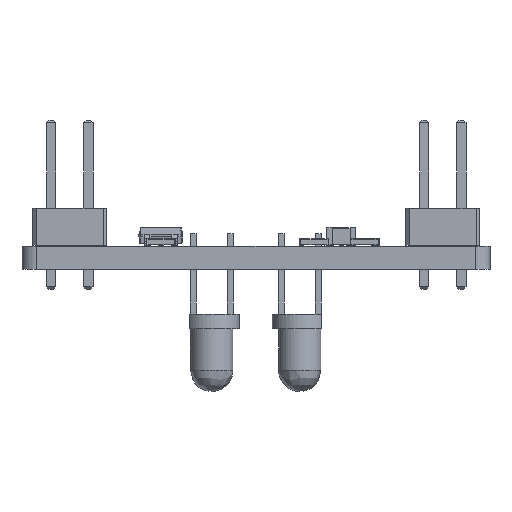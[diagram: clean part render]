
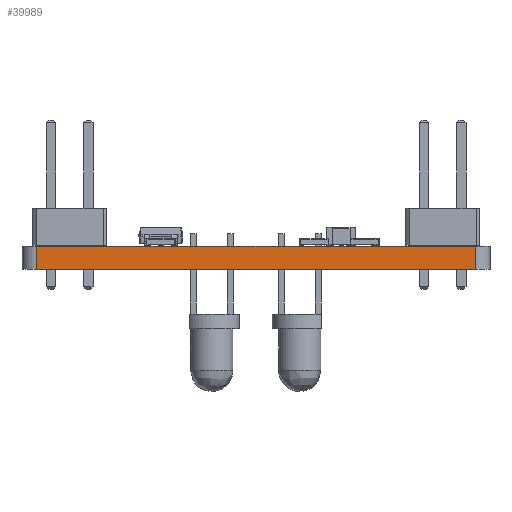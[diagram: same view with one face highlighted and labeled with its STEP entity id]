
A CAD part, front view. The second image highlights one B-rep face of the part: STEP entity #39989.
In plain terms, the highlighted planar face has unit normal (0, -1, 0).
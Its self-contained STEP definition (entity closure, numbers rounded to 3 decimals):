
#39871 = EDGE_CURVE('',#39872,#39874,#39876,.T.);
#39872 = VERTEX_POINT('',#39873);
#39873 = CARTESIAN_POINT('',(15.,-16.,0.));
#39874 = VERTEX_POINT('',#39875);
#39875 = CARTESIAN_POINT('',(15.,-16.,1.6));
#39876 = SURFACE_CURVE('',#39877,(#39881,#39893),.PCURVE_S1.);
#39877 = LINE('',#39878,#39879);
#39878 = CARTESIAN_POINT('',(15.,-16.,0.));
#39879 = VECTOR('',#39880,1.);
#39880 = DIRECTION('',(0.,0.,1.));
#39881 = PCURVE('',#39882,#39887);
#39882 = CYLINDRICAL_SURFACE('',#39883,1.);
#39883 = AXIS2_PLACEMENT_3D('',#39884,#39885,#39886);
#39884 = CARTESIAN_POINT('',(15.,-15.,0.));
#39885 = DIRECTION('',(-0.,-0.,-1.));
#39886 = DIRECTION('',(1.,0.,-0.));
#39887 = DEFINITIONAL_REPRESENTATION('',(#39888),#39892);
#39888 = LINE('',#39889,#39890);
#39889 = CARTESIAN_POINT('',(-4.712,0.));
#39890 = VECTOR('',#39891,1.);
#39891 = DIRECTION('',(-0.,-1.));
#39892 = ( GEOMETRIC_REPRESENTATION_CONTEXT(2) 
PARAMETRIC_REPRESENTATION_CONTEXT() REPRESENTATION_CONTEXT('2D SPACE',''
  ) );
#39893 = PCURVE('',#39894,#39899);
#39894 = PLANE('',#39895);
#39895 = AXIS2_PLACEMENT_3D('',#39896,#39897,#39898);
#39896 = CARTESIAN_POINT('',(15.,-16.,0.));
#39897 = DIRECTION('',(0.,-1.,0.));
#39898 = DIRECTION('',(-1.,0.,0.));
#39899 = DEFINITIONAL_REPRESENTATION('',(#39900),#39904);
#39900 = LINE('',#39901,#39902);
#39901 = CARTESIAN_POINT('',(0.,-0.));
#39902 = VECTOR('',#39903,1.);
#39903 = DIRECTION('',(0.,-1.));
#39904 = ( GEOMETRIC_REPRESENTATION_CONTEXT(2) 
PARAMETRIC_REPRESENTATION_CONTEXT() REPRESENTATION_CONTEXT('2D SPACE',''
  ) );
#39923 = PLANE('',#39924);
#39924 = AXIS2_PLACEMENT_3D('',#39925,#39926,#39927);
#39925 = CARTESIAN_POINT('',(0.,0.,1.6));
#39926 = DIRECTION('',(0.,0.,1.));
#39927 = DIRECTION('',(1.,0.,-0.));
#39978 = PLANE('',#39979);
#39979 = AXIS2_PLACEMENT_3D('',#39980,#39981,#39982);
#39980 = CARTESIAN_POINT('',(0.,0.,0.));
#39981 = DIRECTION('',(0.,0.,1.));
#39982 = DIRECTION('',(1.,0.,-0.));
#39989 = ADVANCED_FACE('',(#39990),#39894,.T.);
#39990 = FACE_BOUND('',#39991,.T.);
#39991 = EDGE_LOOP('',(#39992,#39993,#40016,#40044));
#39992 = ORIENTED_EDGE('',*,*,#39871,.T.);
#39993 = ORIENTED_EDGE('',*,*,#39994,.T.);
#39994 = EDGE_CURVE('',#39874,#39995,#39997,.T.);
#39995 = VERTEX_POINT('',#39996);
#39996 = CARTESIAN_POINT('',(-15.,-16.,1.6));
#39997 = SURFACE_CURVE('',#39998,(#40002,#40009),.PCURVE_S1.);
#39998 = LINE('',#39999,#40000);
#39999 = CARTESIAN_POINT('',(15.,-16.,1.6));
#40000 = VECTOR('',#40001,1.);
#40001 = DIRECTION('',(-1.,0.,0.));
#40002 = PCURVE('',#39894,#40003);
#40003 = DEFINITIONAL_REPRESENTATION('',(#40004),#40008);
#40004 = LINE('',#40005,#40006);
#40005 = CARTESIAN_POINT('',(0.,-1.6));
#40006 = VECTOR('',#40007,1.);
#40007 = DIRECTION('',(1.,0.));
#40008 = ( GEOMETRIC_REPRESENTATION_CONTEXT(2) 
PARAMETRIC_REPRESENTATION_CONTEXT() REPRESENTATION_CONTEXT('2D SPACE',''
  ) );
#40009 = PCURVE('',#39923,#40010);
#40010 = DEFINITIONAL_REPRESENTATION('',(#40011),#40015);
#40011 = LINE('',#40012,#40013);
#40012 = CARTESIAN_POINT('',(15.,-16.));
#40013 = VECTOR('',#40014,1.);
#40014 = DIRECTION('',(-1.,0.));
#40015 = ( GEOMETRIC_REPRESENTATION_CONTEXT(2) 
PARAMETRIC_REPRESENTATION_CONTEXT() REPRESENTATION_CONTEXT('2D SPACE',''
  ) );
#40016 = ORIENTED_EDGE('',*,*,#40017,.F.);
#40017 = EDGE_CURVE('',#40018,#39995,#40020,.T.);
#40018 = VERTEX_POINT('',#40019);
#40019 = CARTESIAN_POINT('',(-15.,-16.,0.));
#40020 = SURFACE_CURVE('',#40021,(#40025,#40032),.PCURVE_S1.);
#40021 = LINE('',#40022,#40023);
#40022 = CARTESIAN_POINT('',(-15.,-16.,0.));
#40023 = VECTOR('',#40024,1.);
#40024 = DIRECTION('',(0.,0.,1.));
#40025 = PCURVE('',#39894,#40026);
#40026 = DEFINITIONAL_REPRESENTATION('',(#40027),#40031);
#40027 = LINE('',#40028,#40029);
#40028 = CARTESIAN_POINT('',(30.,0.));
#40029 = VECTOR('',#40030,1.);
#40030 = DIRECTION('',(0.,-1.));
#40031 = ( GEOMETRIC_REPRESENTATION_CONTEXT(2) 
PARAMETRIC_REPRESENTATION_CONTEXT() REPRESENTATION_CONTEXT('2D SPACE',''
  ) );
#40032 = PCURVE('',#40033,#40038);
#40033 = CYLINDRICAL_SURFACE('',#40034,1.);
#40034 = AXIS2_PLACEMENT_3D('',#40035,#40036,#40037);
#40035 = CARTESIAN_POINT('',(-15.,-15.,0.));
#40036 = DIRECTION('',(-0.,-0.,-1.));
#40037 = DIRECTION('',(1.,0.,-0.));
#40038 = DEFINITIONAL_REPRESENTATION('',(#40039),#40043);
#40039 = LINE('',#40040,#40041);
#40040 = CARTESIAN_POINT('',(-4.712,0.));
#40041 = VECTOR('',#40042,1.);
#40042 = DIRECTION('',(-0.,-1.));
#40043 = ( GEOMETRIC_REPRESENTATION_CONTEXT(2) 
PARAMETRIC_REPRESENTATION_CONTEXT() REPRESENTATION_CONTEXT('2D SPACE',''
  ) );
#40044 = ORIENTED_EDGE('',*,*,#40045,.F.);
#40045 = EDGE_CURVE('',#39872,#40018,#40046,.T.);
#40046 = SURFACE_CURVE('',#40047,(#40051,#40058),.PCURVE_S1.);
#40047 = LINE('',#40048,#40049);
#40048 = CARTESIAN_POINT('',(15.,-16.,0.));
#40049 = VECTOR('',#40050,1.);
#40050 = DIRECTION('',(-1.,0.,0.));
#40051 = PCURVE('',#39894,#40052);
#40052 = DEFINITIONAL_REPRESENTATION('',(#40053),#40057);
#40053 = LINE('',#40054,#40055);
#40054 = CARTESIAN_POINT('',(0.,-0.));
#40055 = VECTOR('',#40056,1.);
#40056 = DIRECTION('',(1.,0.));
#40057 = ( GEOMETRIC_REPRESENTATION_CONTEXT(2) 
PARAMETRIC_REPRESENTATION_CONTEXT() REPRESENTATION_CONTEXT('2D SPACE',''
  ) );
#40058 = PCURVE('',#39978,#40059);
#40059 = DEFINITIONAL_REPRESENTATION('',(#40060),#40064);
#40060 = LINE('',#40061,#40062);
#40061 = CARTESIAN_POINT('',(15.,-16.));
#40062 = VECTOR('',#40063,1.);
#40063 = DIRECTION('',(-1.,0.));
#40064 = ( GEOMETRIC_REPRESENTATION_CONTEXT(2) 
PARAMETRIC_REPRESENTATION_CONTEXT() REPRESENTATION_CONTEXT('2D SPACE',''
  ) );
